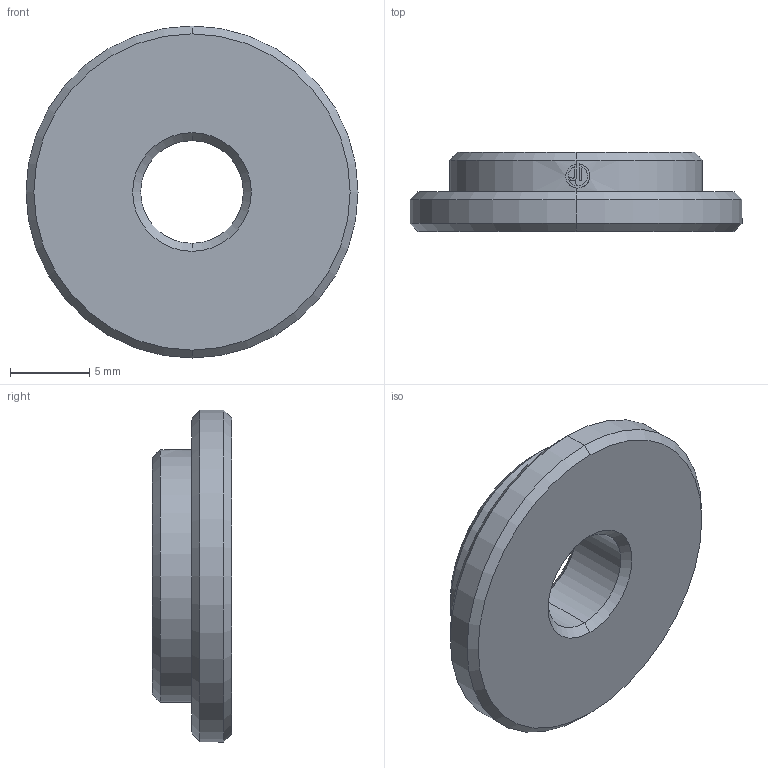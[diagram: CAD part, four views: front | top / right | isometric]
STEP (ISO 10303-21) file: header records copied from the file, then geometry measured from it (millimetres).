
FILE_DESCRIPTION (( 'STEP AP214' ), '1' );
FILE_NAME ('684YK-d6.5.STEP', '2021-10-27T08:49:45', ( '' ), ( '' ), 'SwSTEP 2.0', 'SolidWorks 2016', '' );
FILE_SCHEMA (( 'AUTOMOTIVE_DESIGN' ));
Length unit declared in the file: millimetre
Products named in the file (2): 684YK-d6.5
Bounding box: 21 x 5 x 21 mm (x, y, z)
Volume: 1174.8 mm3; surface area: 954.7 mm2
Topology: 1 solids, 1 shells, 35 faces, 86 edges, 54 vertices
Faces by surface type: cone 10, plane 9, cylinder 8, bspline 8
Entity records: 1307 total; most frequent: CARTESIAN_POINT 493, ORIENTED_EDGE 172, DIRECTION 138, EDGE_CURVE 86, AXIS2_PLACEMENT_3D 55, VERTEX_POINT 54, EDGE_LOOP 38, ADVANCED_FACE 35
